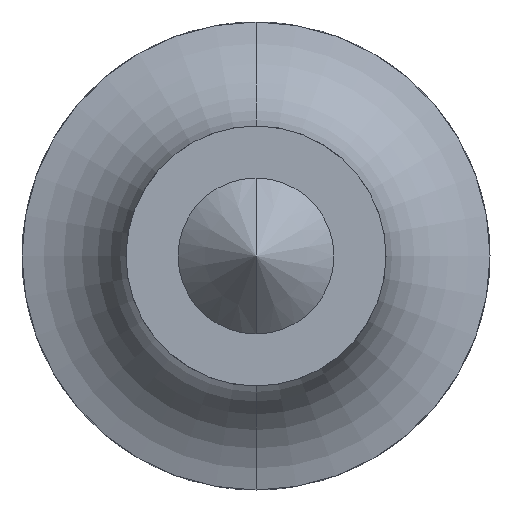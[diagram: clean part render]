
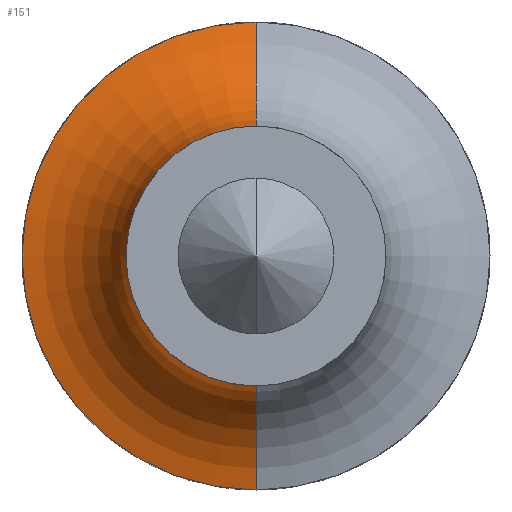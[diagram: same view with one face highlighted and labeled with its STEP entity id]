
A CAD part, front view. The second image highlights one B-rep face of the part: STEP entity #151.
In plain terms, the highlighted toroidal (fillet/blend) face has major radius 9.915 mm and minor radius 5 mm.
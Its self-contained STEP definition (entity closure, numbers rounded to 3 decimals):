
#9 = CARTESIAN_POINT ( 'NONE',  ( 0., 53., 5. ) ) ;
#19 = VERTEX_POINT ( 'NONE', #9 ) ;
#49 = EDGE_LOOP ( 'NONE', ( #66, #679, #678, #680 ) ) ;
#66 = ORIENTED_EDGE ( 'NONE', *, *, #137, .F. ) ;
#79 = VERTEX_POINT ( 'NONE', #971 ) ;
#80 = VERTEX_POINT ( 'NONE', #1021 ) ;
#81 = VERTEX_POINT ( 'NONE', #1007 ) ;
#93 = AXIS2_PLACEMENT_3D ( 'NONE', #582, #583, #584 ) ;
#96 = TOROIDAL_SURFACE ( 'NONE', #93, 9.915, 5. ) ;
#101 = CIRCLE ( 'NONE', #119, 5. ) ;
#103 = AXIS2_PLACEMENT_3D ( 'NONE', #541, #542, #543 ) ;
#110 = AXIS2_PLACEMENT_3D ( 'NONE', #535, #536, #537 ) ;
#117 = CIRCLE ( 'NONE', #103, 9. ) ;
#119 = AXIS2_PLACEMENT_3D ( 'NONE', #538, #539, #540 ) ;
#120 = CIRCLE ( 'NONE', #110, 5. ) ;
#135 = EDGE_CURVE ( 'NONE', #80, #19, #120, .T. ) ;
#136 = EDGE_CURVE ( 'NONE', #81, #19, #101, .T. ) ;
#137 = EDGE_CURVE ( 'NONE', #79, #80, #117, .T. ) ;
#151 = ADVANCED_FACE ( 'NONE', ( #782 ), #96, .F. ) ;
#167 = EDGE_CURVE ( 'NONE', #79, #81, #263, .T. ) ;
#263 = CIRCLE ( 'NONE', #266, 5. ) ;
#266 = AXIS2_PLACEMENT_3D ( 'NONE', #630, #631, #632 ) ;
#535 = CARTESIAN_POINT ( 'NONE',  ( 0., 52.085, 9.915 ) ) ;
#536 = DIRECTION ( 'NONE',  ( -1., 0., 0. ) ) ;
#537 = DIRECTION ( 'NONE',  ( 0., 0., 1. ) ) ;
#538 = CARTESIAN_POINT ( 'NONE',  ( 0., 53., 0. ) ) ;
#539 = DIRECTION ( 'NONE',  ( 0., 1., 0. ) ) ;
#540 = DIRECTION ( 'NONE',  ( 0., 0., 1. ) ) ;
#541 = CARTESIAN_POINT ( 'NONE',  ( 0., 57., 0. ) ) ;
#542 = DIRECTION ( 'NONE',  ( 0., 1., 0. ) ) ;
#543 = DIRECTION ( 'NONE',  ( 0., 0., 1. ) ) ;
#582 = CARTESIAN_POINT ( 'NONE',  ( 0., 52.085, 0. ) ) ;
#583 = DIRECTION ( 'NONE',  ( 0., 1., 0. ) ) ;
#584 = DIRECTION ( 'NONE',  ( 0., 0., 1. ) ) ;
#630 = CARTESIAN_POINT ( 'NONE',  ( 0., 52.085, -9.915 ) ) ;
#631 = DIRECTION ( 'NONE',  ( 1., 0., 0. ) ) ;
#632 = DIRECTION ( 'NONE',  ( 0., 0., -1. ) ) ;
#678 = ORIENTED_EDGE ( 'NONE', *, *, #136, .T. ) ;
#679 = ORIENTED_EDGE ( 'NONE', *, *, #167, .T. ) ;
#680 = ORIENTED_EDGE ( 'NONE', *, *, #135, .F. ) ;
#782 = FACE_OUTER_BOUND ( 'NONE', #49, .T. ) ;
#971 = CARTESIAN_POINT ( 'NONE',  ( 0., 57., -9. ) ) ;
#1007 = CARTESIAN_POINT ( 'NONE',  ( 0., 53., -5. ) ) ;
#1021 = CARTESIAN_POINT ( 'NONE',  ( 0., 57., 9. ) ) ;
